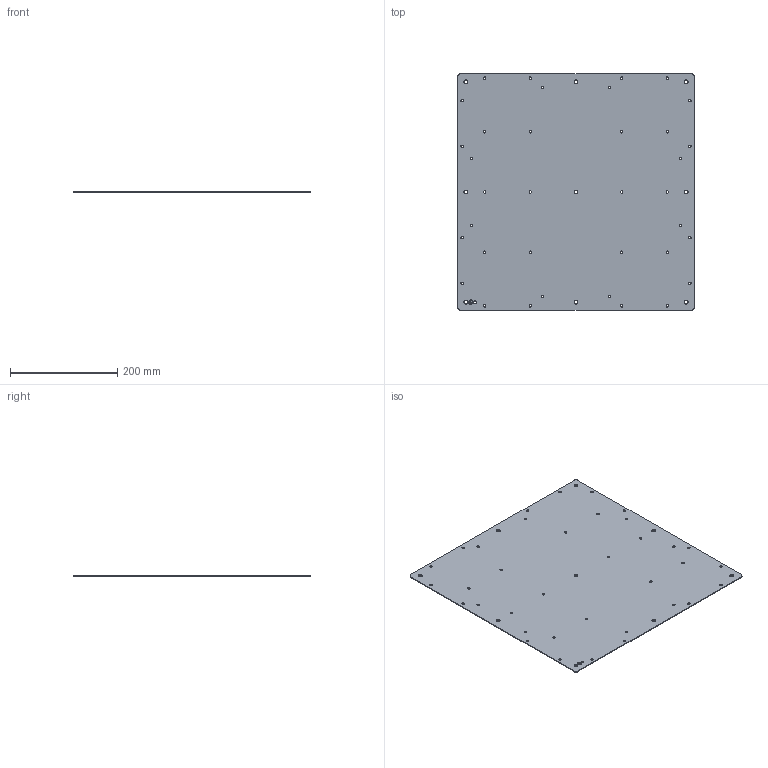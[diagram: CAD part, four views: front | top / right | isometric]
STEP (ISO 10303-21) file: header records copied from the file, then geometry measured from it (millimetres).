
FILE_DESCRIPTION(('CATIA V5 STEP Exchange','CAx-IF Rec.Pracs.--- Model Styling and Organization---1.4--- 2014-01-23'),'2;1');
FILE_NAME ('1337197-7_0_8000074322_8000074322_MOPL_KEBX_500x500_H_S3D.stp','2021-04-13T11:31:22+00:00',('none'),('Weidmueller'),'CATIA Version 5-6 Release 2016 SP3 HF44','CATIA V5 STEP AP214','none');
FILE_SCHEMA(('AUTOMOTIVE_DESIGN { 1 0 10303 214 1 1 1 1 }'));
Length unit declared in the file: millimetre
Products named in the file (1): 8000074322_MOPL_KEBX_500x500_H_S3D
Bounding box: 440 x 440 x 1.5 mm (x, y, z)
Volume: 288919.6 mm3; surface area: 388959.3 mm2
Topology: 1 solids, 1 shells, 127 faces, 360 edges, 240 vertices
Faces by surface type: cylinder 100, plane 27
Entity records: 4287 total; most frequent: CARTESIAN_POINT 786, ORIENTED_EDGE 720, DIRECTION 609, EDGE_CURVE 360, AXIS2_PLACEMENT_3D 323, VERTEX_POINT 240, EDGE_LOOP 224, CIRCLE 195
